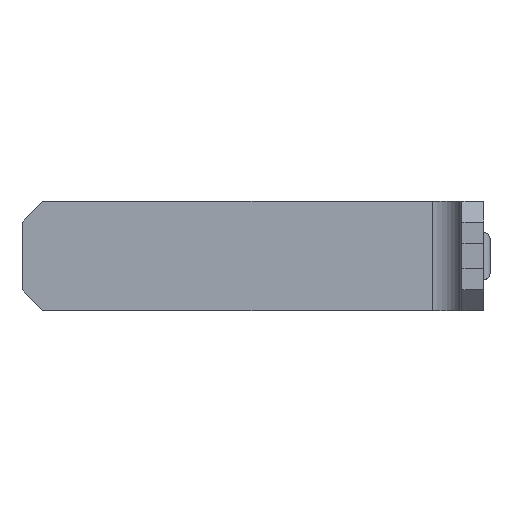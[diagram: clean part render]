
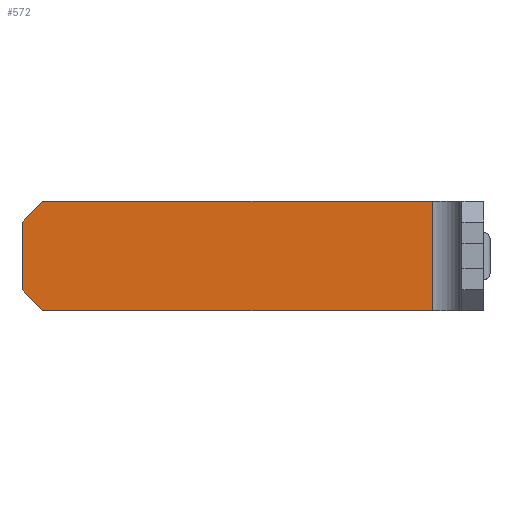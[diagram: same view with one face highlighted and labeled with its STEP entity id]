
A CAD part, front view. The second image highlights one B-rep face of the part: STEP entity #572.
In plain terms, the highlighted planar face has unit normal (0, -1, 0).
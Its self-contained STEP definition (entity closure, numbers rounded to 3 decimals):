
#10 = DIRECTION ( 'NONE',  ( -0.707, 0., -0.707 ) ) ;
#52 = ORIENTED_EDGE ( 'NONE', *, *, #255, .F. ) ;
#58 = CARTESIAN_POINT ( 'NONE',  ( 0., 8.25, 1.59 ) ) ;
#72 = VERTEX_POINT ( 'NONE', #437 ) ;
#81 = VECTOR ( 'NONE', #10, 1000. ) ;
#112 = VERTEX_POINT ( 'NONE', #649 ) ;
#114 = ORIENTED_EDGE ( 'NONE', *, *, #876, .T. ) ;
#119 = PLANE ( 'NONE',  #166 ) ;
#123 = CARTESIAN_POINT ( 'NONE',  ( -8.02, 8.25, -6.43 ) ) ;
#138 = VERTEX_POINT ( 'NONE', #787 ) ;
#166 = AXIS2_PLACEMENT_3D ( 'NONE', #58, #614, #551 ) ;
#204 = ORIENTED_EDGE ( 'NONE', *, *, #584, .T. ) ;
#236 = EDGE_CURVE ( 'NONE', #72, #138, #252, .T. ) ;
#252 = LINE ( 'NONE', #592, #429 ) ;
#255 = EDGE_CURVE ( 'NONE', #449, #72, #293, .T. ) ;
#257 = VECTOR ( 'NONE', #444, 1000. ) ;
#274 = ORIENTED_EDGE ( 'NONE', *, *, #702, .T. ) ;
#293 = LINE ( 'NONE', #861, #845 ) ;
#300 = CARTESIAN_POINT ( 'NONE',  ( 0., 8.25, 1.59 ) ) ;
#308 = DIRECTION ( 'NONE',  ( 0., 0., -1. ) ) ;
#362 = FACE_OUTER_BOUND ( 'NONE', #537, .T. ) ;
#364 = ORIENTED_EDGE ( 'NONE', *, *, #236, .F. ) ;
#371 = LINE ( 'NONE', #746, #579 ) ;
#429 = VECTOR ( 'NONE', #595, 1000. ) ;
#437 = CARTESIAN_POINT ( 'NONE',  ( -1.5, 8.25, -1.59 ) ) ;
#438 = VERTEX_POINT ( 'NONE', #875 ) ;
#444 = DIRECTION ( 'NONE',  ( -1., 0., 0. ) ) ;
#449 = VERTEX_POINT ( 'NONE', #802 ) ;
#483 = CARTESIAN_POINT ( 'NONE',  ( -13.46, 8.25, 0.99 ) ) ;
#525 = ORIENTED_EDGE ( 'NONE', *, *, #568, .T. ) ;
#537 = EDGE_LOOP ( 'NONE', ( #204, #525, #364, #52, #114, #274 ) ) ;
#551 = DIRECTION ( 'NONE',  ( 0., 0., -1. ) ) ;
#568 = EDGE_CURVE ( 'NONE', #438, #138, #841, .T. ) ;
#572 = ADVANCED_FACE ( 'NONE', ( #362 ), #119, .T. ) ;
#573 = CARTESIAN_POINT ( 'NONE',  ( -6.43, 8.25, 8.02 ) ) ;
#579 = VECTOR ( 'NONE', #620, 1000. ) ;
#584 = EDGE_CURVE ( 'NONE', #803, #438, #371, .T. ) ;
#592 = CARTESIAN_POINT ( 'NONE',  ( 0., 8.25, -1.59 ) ) ;
#595 = DIRECTION ( 'NONE',  ( -1., 0., 0. ) ) ;
#614 = DIRECTION ( 'NONE',  ( 0., -1., 0. ) ) ;
#620 = DIRECTION ( 'NONE',  ( 0., 0., -1. ) ) ;
#625 = DIRECTION ( 'NONE',  ( 0.707, 0., -0.707 ) ) ;
#649 = CARTESIAN_POINT ( 'NONE',  ( -12.86, 8.25, 1.59 ) ) ;
#664 = VECTOR ( 'NONE', #625, 1000. ) ;
#671 = LINE ( 'NONE', #300, #257 ) ;
#702 = EDGE_CURVE ( 'NONE', #112, #803, #760, .T. ) ;
#746 = CARTESIAN_POINT ( 'NONE',  ( -13.46, 8.25, 1.59 ) ) ;
#760 = LINE ( 'NONE', #573, #81 ) ;
#787 = CARTESIAN_POINT ( 'NONE',  ( -12.86, 8.25, -1.59 ) ) ;
#802 = CARTESIAN_POINT ( 'NONE',  ( -1.5, 8.25, 1.59 ) ) ;
#803 = VERTEX_POINT ( 'NONE', #483 ) ;
#841 = LINE ( 'NONE', #123, #664 ) ;
#845 = VECTOR ( 'NONE', #308, 1000. ) ;
#861 = CARTESIAN_POINT ( 'NONE',  ( -1.5, 8.25, 1.59 ) ) ;
#875 = CARTESIAN_POINT ( 'NONE',  ( -13.46, 8.25, -0.99 ) ) ;
#876 = EDGE_CURVE ( 'NONE', #449, #112, #671, .T. ) ;
